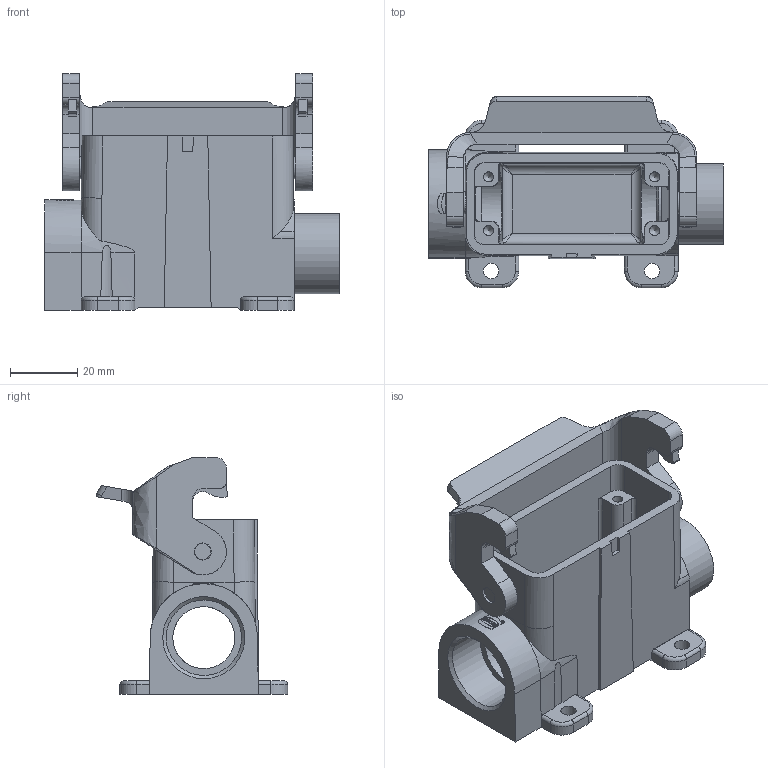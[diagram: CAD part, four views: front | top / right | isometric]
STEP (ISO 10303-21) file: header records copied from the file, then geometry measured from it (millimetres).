
FILE_DESCRIPTION(/* description */ (''),/* implementation_level */ '2;1');
FILE_NAME(/* name */ '100172686ugm000_c.stp',/* time_stamp */ '2019-07-31T14:13:48+02:00',/* author */ (''),/* organization */ (''),/* preprocessor_version */ 'ST-DEVELOPER v16.7',/* originating_system */ 'SIEMENS PLM Software NX 12.0',/* authorisation */ '');
FILE_SCHEMA (('AUTOMOTIVE_DESIGN { 1 0 10303 214 3 1 1 1 }'));
Length unit declared in the file: millimetre
Products named in the file (1): 100172686ugm000_c
Bounding box: 87.9 x 57.06 x 70.6 mm (x, y, z)
Volume: 58012.3 mm3; surface area: 33095.9 mm2
Topology: 2 solids, 2 shells, 364 faces, 984 edges, 641 vertices
Faces by surface type: plane 159, cylinder 119, bspline 69, torus 9, cone 8
Full cylindrical faces by diameter (mm): 0.66 x1, 3 x4, 4.6 x4, 4.8 x2, 5.1 x2, 6.6 x2, 18.5 x2, 22.5 x2, 24 x1
Entity records: 15310 total; most frequent: CARTESIAN_POINT 5551, ORIENTED_EDGE 1854, DIRECTION 1496, EDGE_CURVE 927, VERTEX_POINT 621, AXIS2_PLACEMENT_3D 532, LINE 432, VECTOR 432
